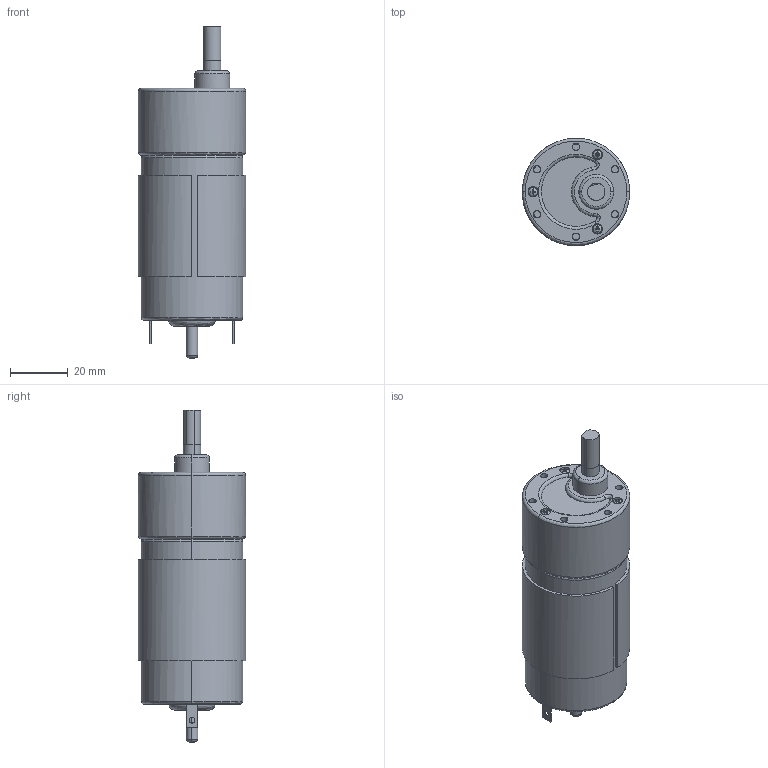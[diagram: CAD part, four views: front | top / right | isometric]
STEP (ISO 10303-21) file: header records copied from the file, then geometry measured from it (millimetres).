
FILE_DESCRIPTION (( 'STEP AP214' ), '1' );
FILE_NAME ('Motor Assemply.STEP', '2025-06-16T18:56:11', ( '' ), ( '' ), 'SwSTEP 2.0', 'SolidWorks 2023', '' );
FILE_SCHEMA (( 'AUTOMOTIVE_DESIGN' ));
Length unit declared in the file: millimetre
Products named in the file (8): 2nd Flecha.IGS; Body.IGS; Gear Box.IGS; Motor Assemply; Info.IGS; pan head cross recess screw_iso_ISO 7045 - M1.6 x 3 - Z --- 3C.IGS; Motor Assemply.IGS; flecha.IGS
Assembly tree (9 placements, depth 3):
  Motor Assemply
    Motor Assemply.IGS
      Gear Box.IGS
      flecha.IGS
      pan head cross recess screw_iso_ISO 7045 - M1.6 x 3 - Z --- 3C.IGS  x3
      Body.IGS
      2nd Flecha.IGS
      Info.IGS
Bounding box: 37 x 37 x 114.5 mm (x, y, z)
Volume: 28303.6 mm3; surface area: 33560.4 mm2
Topology: 7 solids, 9 shells, 232 faces, 580 edges, 367 vertices
Faces by surface type: bspline 232
Entity records: 10459 total; most frequent: CARTESIAN_POINT 7971, ORIENTED_EDGE 760, EDGE_CURVE 386, VERTEX_POINT 249, B_SPLINE_CURVE_WITH_KNOTS 228, EDGE_LOOP 189, FACE_OUTER_BOUND 156, ADVANCED_FACE 156
